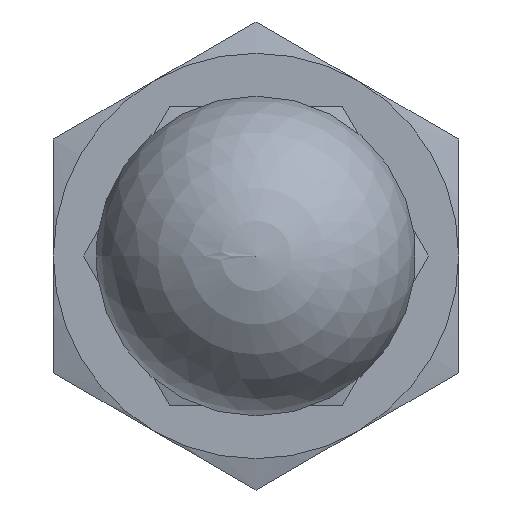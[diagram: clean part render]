
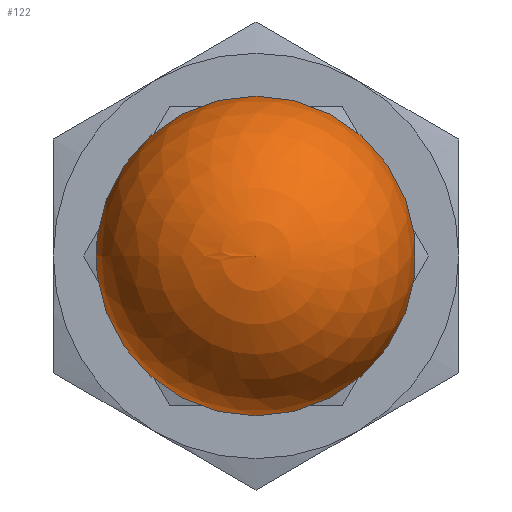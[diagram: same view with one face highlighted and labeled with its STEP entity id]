
A CAD part, left-side view. The second image highlights one B-rep face of the part: STEP entity #122.
In plain terms, the highlighted spherical face has radius 7.5 mm.
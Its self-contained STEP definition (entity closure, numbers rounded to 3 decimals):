
#122 = ADVANCED_FACE( '', ( #267, #268 ), #269, .T. );
#267 = FACE_BOUND( '', #437, .T. );
#268 = FACE_OUTER_BOUND( '', #438, .T. );
#269 = SPHERICAL_SURFACE( '', #439, 7.5 );
#437 = VERTEX_LOOP( '', #722 );
#438 = EDGE_LOOP( '', ( #723 ) );
#439 = AXIS2_PLACEMENT_3D( '', #724, #725, #726 );
#722 = VERTEX_POINT( '', #1012 );
#723 = ORIENTED_EDGE( '', *, *, #982, .F. );
#724 = CARTESIAN_POINT( '', ( -14.5, 0., 0. ) );
#725 = DIRECTION( '', ( 1., 0., 0. ) );
#726 = DIRECTION( '', ( 0., 1., 0. ) );
#982 = EDGE_CURVE( '', #1167, #1167, #1168, .T. );
#1012 = CARTESIAN_POINT( '', ( -22., 0., 0. ) );
#1167 = VERTEX_POINT( '', #1494 );
#1168 = CIRCLE( '', #1495, 6. );
#1494 = CARTESIAN_POINT( '', ( -10., 0., -6. ) );
#1495 = AXIS2_PLACEMENT_3D( '', #1729, #1730, #1731 );
#1729 = CARTESIAN_POINT( '', ( -10., 0., 0. ) );
#1730 = DIRECTION( '', ( 1., 0., 0. ) );
#1731 = DIRECTION( '', ( 0., 0., -1. ) );
